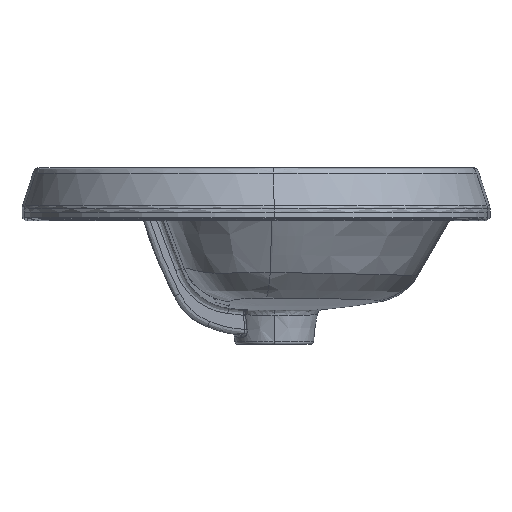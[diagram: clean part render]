
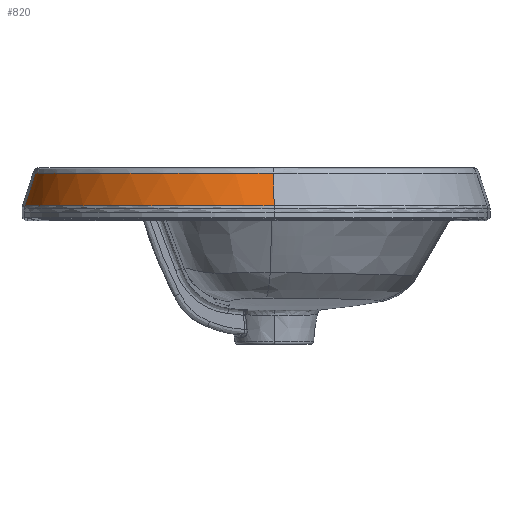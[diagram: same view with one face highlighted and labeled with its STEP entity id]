
A CAD part, left-side view. The second image highlights one B-rep face of the part: STEP entity #820.
In plain terms, the highlighted free-form (B-spline) face has degree [1, 3] with [2, 11] control points.
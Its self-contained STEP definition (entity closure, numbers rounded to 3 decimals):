
#138=B_SPLINE_SURFACE_WITH_KNOTS('',1,3,((#16752,#16753,#16754,#16755,#16756,
#16757,#16758,#16759,#16760,#16761,#16762),(#16763,#16764,#16765,#16766,
#16767,#16768,#16769,#16770,#16771,#16772,#16773)),.UNSPECIFIED.,.F.,.F.,
 .F.,(2,2),(4,1,1,1,1,1,1,1,4),(0.,1.),(0.,0.125,0.25,0.375,0.5,0.625,0.75,
0.875,1.),.UNSPECIFIED.);
#459=FACE_OUTER_BOUND('',#1239,.T.);
#820=ADVANCED_FACE('',(#459),#138,.F.);
#1239=EDGE_LOOP('',(#1968,#1969,#1970,#1971,#1972,#1973));
#1968=ORIENTED_EDGE('',*,*,#4222,.T.);
#1969=ORIENTED_EDGE('',*,*,#4223,.T.);
#1970=ORIENTED_EDGE('',*,*,#4221,.T.);
#1971=ORIENTED_EDGE('',*,*,#4176,.F.);
#1972=ORIENTED_EDGE('',*,*,#4160,.F.);
#1973=ORIENTED_EDGE('',*,*,#4175,.F.);
#3581=VERTEX_POINT('',#14378);
#3582=VERTEX_POINT('',#14380);
#3595=VERTEX_POINT('',#14820);
#3596=VERTEX_POINT('',#14823);
#3617=VERTEX_POINT('',#16471);
#3618=VERTEX_POINT('',#16750);
#4160=EDGE_CURVE('',#3581,#3582,#7132,.T.);
#4175=EDGE_CURVE('',#3595,#3581,#7134,.T.);
#4176=EDGE_CURVE('',#3582,#3596,#7135,.T.);
#4221=EDGE_CURVE('',#3617,#3596,#5089,.T.);
#4222=EDGE_CURVE('',#3595,#3618,#5090,.T.);
#4223=EDGE_CURVE('',#3618,#3617,#7139,.T.);
#5089=B_SPLINE_CURVE_WITH_KNOTS('',3,(#16472,#16473,#16474,#16475,#16476,
#16477,#16478,#16479,#16480,#16481,#16482),.UNSPECIFIED.,.F.,.F.,(4,1,1,
1,1,1,1,1,4),(0.,0.125,0.25,0.375,0.5,0.625,0.75,0.875,1.),
 .UNSPECIFIED.);
#5090=B_SPLINE_CURVE_WITH_KNOTS('',3,(#16739,#16740,#16741,#16742,#16743,
#16744,#16745,#16746,#16747,#16748,#16749),.UNSPECIFIED.,.F.,.F.,(4,1,1,
1,1,1,1,1,4),(0.,0.125,0.25,0.375,0.5,0.625,0.75,0.875,1.),
 .UNSPECIFIED.);
#7132=LINE('',#14379,#7299);
#7134=LINE('',#14821,#7301);
#7135=LINE('',#14822,#7302);
#7139=LINE('',#16751,#7306);
#7299=VECTOR('',#7642,1.);
#7301=VECTOR('',#7646,1.);
#7302=VECTOR('',#7647,1.);
#7306=VECTOR('',#7651,1.);
#7642=DIRECTION('',(-0.308,-0.024,-0.951));
#7646=DIRECTION('',(-0.308,-0.024,-0.951));
#7647=DIRECTION('',(-0.308,-0.024,-0.951));
#7651=DIRECTION('',(-0.017,0.309,-0.951));
#14378=CARTESIAN_POINT('',(-289.49,0.774,-7.677));
#14379=CARTESIAN_POINT('',(-293.157,0.485,-19.));
#14380=CARTESIAN_POINT('',(-290.175,0.72,-9.792));
#14820=CARTESIAN_POINT('',(-288.794,0.829,-5.528));
#14821=CARTESIAN_POINT('',(-293.157,0.485,-19.));
#14822=CARTESIAN_POINT('',(-293.157,0.485,-19.));
#14823=CARTESIAN_POINT('',(-298.824,0.038,-36.494));
#16471=CARTESIAN_POINT('',(-89.593,239.504,-36.494));
#16472=CARTESIAN_POINT('',(-89.593,239.504,-36.494));
#16473=CARTESIAN_POINT('',(-104.341,238.674,-36.494));
#16474=CARTESIAN_POINT('',(-133.647,234.083,-36.494));
#16475=CARTESIAN_POINT('',(-175.385,218.623,-36.494));
#16476=CARTESIAN_POINT('',(-213.239,195.212,-36.494));
#16477=CARTESIAN_POINT('',(-245.71,164.77,-36.494));
#16478=CARTESIAN_POINT('',(-271.515,128.506,-36.494));
#16479=CARTESIAN_POINT('',(-289.64,87.855,-36.494));
#16480=CARTESIAN_POINT('',(-299.363,44.421,-36.494));
#16481=CARTESIAN_POINT('',(-299.984,14.764,-36.494));
#16482=CARTESIAN_POINT('',(-298.824,0.038,-36.494));
#16739=CARTESIAN_POINT('',(-288.794,0.829,-5.528));
#16740=CARTESIAN_POINT('',(-289.914,15.054,-5.528));
#16741=CARTESIAN_POINT('',(-289.325,43.205,-5.528));
#16742=CARTESIAN_POINT('',(-280.041,84.676,-5.528));
#16743=CARTESIAN_POINT('',(-262.734,123.491,-5.528));
#16744=CARTESIAN_POINT('',(-238.095,158.118,-5.528));
#16745=CARTESIAN_POINT('',(-207.092,187.184,-5.528));
#16746=CARTESIAN_POINT('',(-170.948,209.537,-5.528));
#16747=CARTESIAN_POINT('',(-131.096,224.298,-5.528));
#16748=CARTESIAN_POINT('',(-103.277,228.657,-5.528));
#16749=CARTESIAN_POINT('',(-89.028,229.458,-5.528));
#16750=CARTESIAN_POINT('',(-89.028,229.458,-5.528));
#16751=CARTESIAN_POINT('',(-89.274,233.828,-19.));
#16752=CARTESIAN_POINT('',(-287.003,0.97,0.));
#16753=CARTESIAN_POINT('',(-288.117,15.106,0.));
#16754=CARTESIAN_POINT('',(-287.533,42.988,0.));
#16755=CARTESIAN_POINT('',(-278.327,84.109,0.));
#16756=CARTESIAN_POINT('',(-261.167,122.596,0.));
#16757=CARTESIAN_POINT('',(-236.736,156.93,0.));
#16758=CARTESIAN_POINT('',(-205.994,185.751,0.));
#16759=CARTESIAN_POINT('',(-170.156,207.915,0.));
#16760=CARTESIAN_POINT('',(-130.641,222.552,0.));
#16761=CARTESIAN_POINT('',(-103.087,226.869,0.));
#16762=CARTESIAN_POINT('',(-88.928,227.665,0.));
#16763=CARTESIAN_POINT('',(-299.312,0.,-38.));
#16764=CARTESIAN_POINT('',(-300.474,14.75,-38.));
#16765=CARTESIAN_POINT('',(-299.851,44.481,-38.));
#16766=CARTESIAN_POINT('',(-290.107,88.01,-38.));
#16767=CARTESIAN_POINT('',(-271.942,128.75,-38.));
#16768=CARTESIAN_POINT('',(-246.08,165.094,-38.));
#16769=CARTESIAN_POINT('',(-213.538,195.603,-38.));
#16770=CARTESIAN_POINT('',(-175.601,219.065,-38.));
#16771=CARTESIAN_POINT('',(-133.772,234.559,-38.));
#16772=CARTESIAN_POINT('',(-104.393,239.162,-38.));
#16773=CARTESIAN_POINT('',(-89.621,239.992,-38.));
